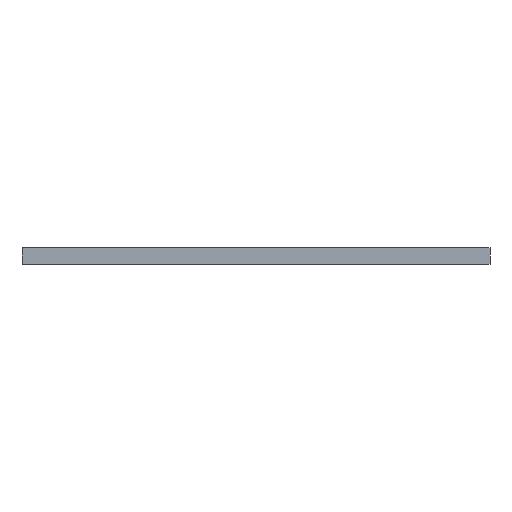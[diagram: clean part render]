
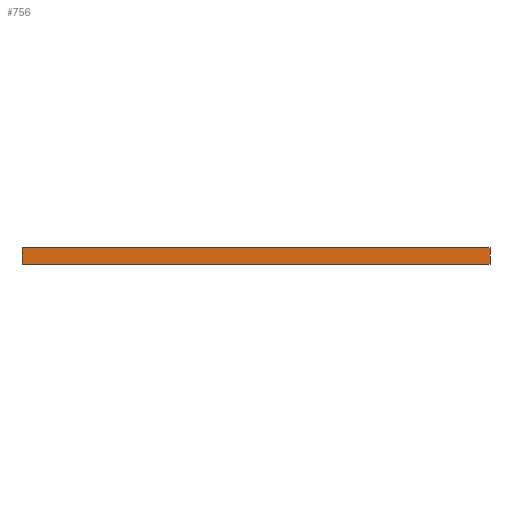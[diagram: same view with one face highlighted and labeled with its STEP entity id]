
A CAD part, front view. The second image highlights one B-rep face of the part: STEP entity #756.
In plain terms, the highlighted planar face has unit normal (0, -1, 0).
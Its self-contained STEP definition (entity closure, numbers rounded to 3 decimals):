
#25 = VECTOR ( 'NONE', #1565, 1000. ) ;
#118 = CARTESIAN_POINT ( 'NONE',  ( 40.331, 21.86, 6. ) ) ;
#176 = LINE ( 'NONE', #712, #1682 ) ;
#203 = DIRECTION ( 'NONE',  ( 1., 0., 0. ) ) ;
#317 = AXIS2_PLACEMENT_3D ( 'NONE', #706, #1442, #1430 ) ;
#429 = DIRECTION ( 'NONE',  ( 0., 0., -1. ) ) ;
#470 = CARTESIAN_POINT ( 'NONE',  ( 210.331, 21.86, 0. ) ) ;
#497 = LINE ( 'NONE', #1732, #811 ) ;
#556 = VERTEX_POINT ( 'NONE', #1272 ) ;
#586 = DIRECTION ( 'NONE',  ( 0., 0., -1. ) ) ;
#672 = LINE ( 'NONE', #1080, #1384 ) ;
#706 = CARTESIAN_POINT ( 'NONE',  ( 40.331, 21.86, 6. ) ) ;
#712 = CARTESIAN_POINT ( 'NONE',  ( 210.331, 21.86, 6. ) ) ;
#750 = EDGE_CURVE ( 'NONE', #821, #1599, #176, .T. ) ;
#756 = ADVANCED_FACE ( 'NONE', ( #1386 ), #1140, .F. ) ;
#761 = ORIENTED_EDGE ( 'NONE', *, *, #750, .F. ) ;
#804 = ORIENTED_EDGE ( 'NONE', *, *, #881, .T. ) ;
#811 = VECTOR ( 'NONE', #586, 1000. ) ;
#821 = VERTEX_POINT ( 'NONE', #1263 ) ;
#881 = EDGE_CURVE ( 'NONE', #1197, #556, #497, .T. ) ;
#943 = CARTESIAN_POINT ( 'NONE',  ( 40.331, 21.86, 6. ) ) ;
#1011 = ORIENTED_EDGE ( 'NONE', *, *, #1318, .F. ) ;
#1080 = CARTESIAN_POINT ( 'NONE',  ( 40.331, 21.86, 0. ) ) ;
#1087 = EDGE_CURVE ( 'NONE', #556, #1599, #672, .T. ) ;
#1140 = PLANE ( 'NONE',  #317 ) ;
#1197 = VERTEX_POINT ( 'NONE', #943 ) ;
#1213 = ORIENTED_EDGE ( 'NONE', *, *, #1087, .T. ) ;
#1263 = CARTESIAN_POINT ( 'NONE',  ( 210.331, 21.86, 6. ) ) ;
#1272 = CARTESIAN_POINT ( 'NONE',  ( 40.331, 21.86, 0. ) ) ;
#1318 = EDGE_CURVE ( 'NONE', #1197, #821, #1429, .T. ) ;
#1384 = VECTOR ( 'NONE', #203, 1000. ) ;
#1386 = FACE_OUTER_BOUND ( 'NONE', #1457, .T. ) ;
#1429 = LINE ( 'NONE', #118, #25 ) ;
#1430 = DIRECTION ( 'NONE',  ( 0., 0., 1. ) ) ;
#1442 = DIRECTION ( 'NONE',  ( 0., 1., 0. ) ) ;
#1457 = EDGE_LOOP ( 'NONE', ( #1213, #761, #1011, #804 ) ) ;
#1565 = DIRECTION ( 'NONE',  ( 1., 0., 0. ) ) ;
#1599 = VERTEX_POINT ( 'NONE', #470 ) ;
#1682 = VECTOR ( 'NONE', #429, 1000. ) ;
#1732 = CARTESIAN_POINT ( 'NONE',  ( 40.331, 21.86, 6. ) ) ;
